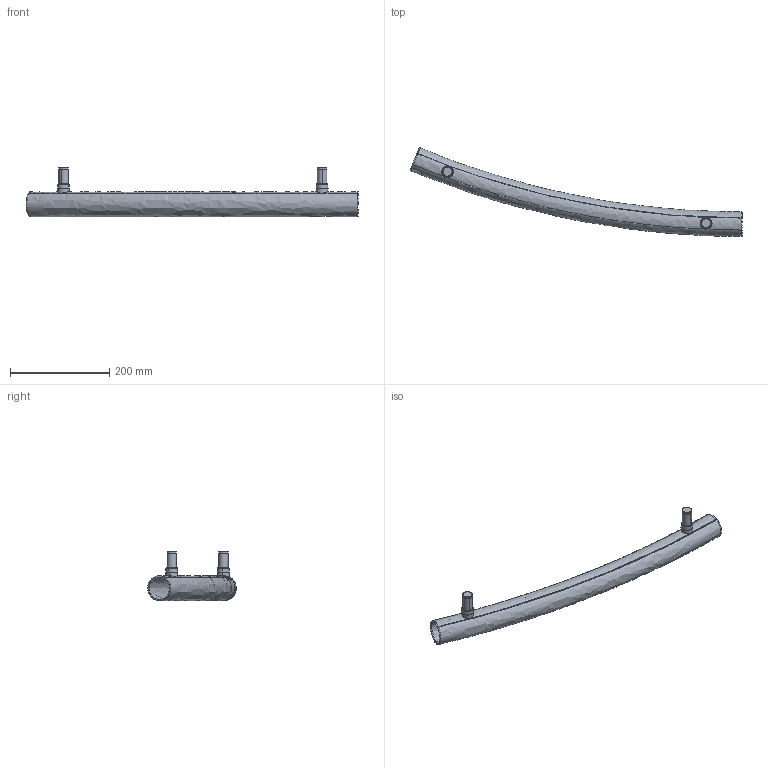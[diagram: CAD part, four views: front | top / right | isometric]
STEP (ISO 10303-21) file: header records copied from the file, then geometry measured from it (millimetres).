
FILE_DESCRIPTION(/* description */ (''),/* implementation_level */ '2;1');
FILE_NAME(/* name */ 'AoL-System-Curve-22,5-intermediate',/* time_stamp */ '2026-01-09T14:44:06+01:00',/* author */ (''),/* organization */ (''),/* preprocessor_version */ 'ST-DEVELOPER v16.5',/* originating_system */ 'Rhino 7.38',/* authorisation */ '');
FILE_SCHEMA (('AUTOMOTIVE_DESIGN'));
Length unit declared in the file: millimetre
Products named in the file (1): Document
Bounding box: 669.42 x 179.34 x 99.35 mm (x, y, z)
Volume: 283526 mm3; surface area: 214036.4 mm2
Topology: 3 solids, 3 shells, 87 faces, 187 edges, 112 vertices
Faces by surface type: bspline 41, plane 24, cylinder 22
Entity records: 3954 total; most frequent: CARTESIAN_POINT 2768, ORIENTED_EDGE 374, EDGE_CURVE 187, VERTEX_POINT 112, EDGE_LOOP 95, ADVANCED_FACE 87, FACE_OUTER_BOUND 87, DIRECTION 50
